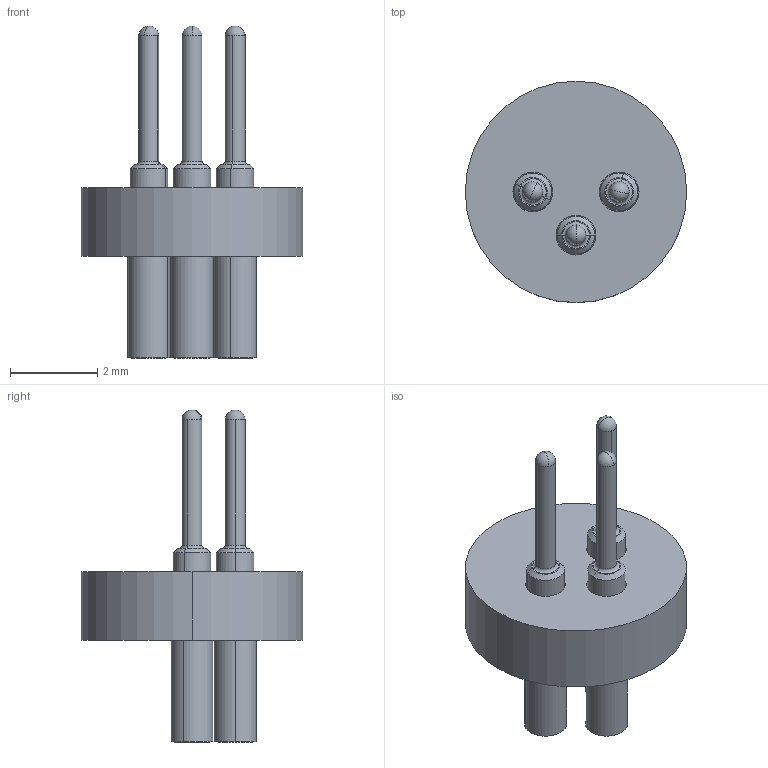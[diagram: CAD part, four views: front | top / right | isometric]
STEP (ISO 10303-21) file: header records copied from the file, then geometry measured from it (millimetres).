
FILE_DESCRIPTION (( 'STEP AP214' ), '1' );
FILE_NAME ('14137-E0W.STEP', '2013-07-02T14:33:51', ( 'admin' ), ( '' ), 'SwSTEP 2.0', 'SolidWorks 2012', '' );
FILE_SCHEMA (( 'AUTOMOTIVE_DESIGN' ));
Length unit declared in the file: inch
Products named in the file (1): 14137-E0W
Bounding box: 5.08 x 5.08 x 7.62 mm (x, y, z)
Volume: 34.5 mm3; surface area: 156.6 mm2
Topology: 4 solids, 4 shells, 94 faces, 204 edges, 118 vertices
Faces by surface type: cylinder 44, cone 24, plane 14, torus 6, sphere 6
Entity records: 3807 total; most frequent: DIRECTION 506, CARTESIAN_POINT 405, ORIENTED_EDGE 384, AXIS2_PLACEMENT_3D 219, EDGE_CURVE 192, CIRCLE 124, VERTEX_POINT 118, EDGE_LOOP 112
